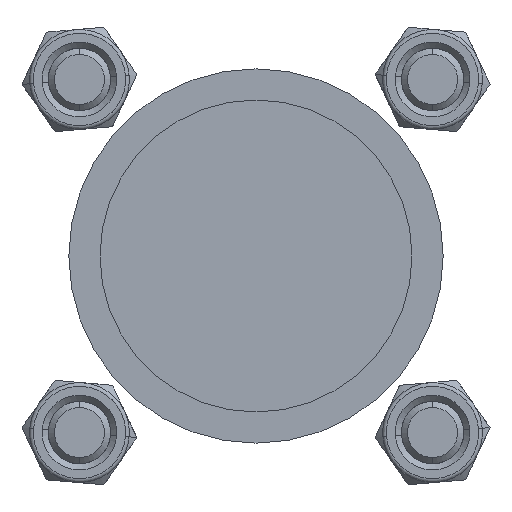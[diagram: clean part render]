
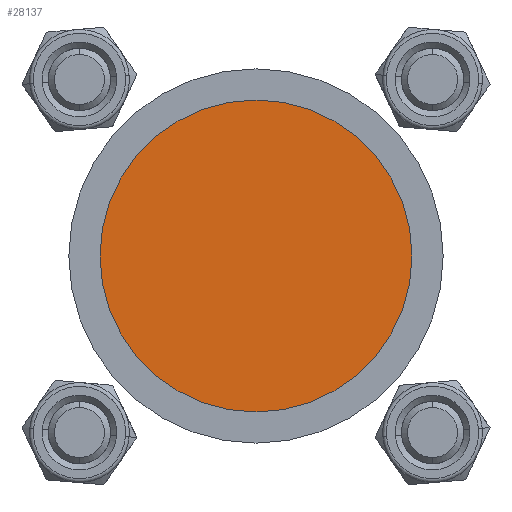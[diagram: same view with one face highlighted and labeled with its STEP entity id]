
A CAD part, left-side view. The second image highlights one B-rep face of the part: STEP entity #28137.
In plain terms, the highlighted face is planar.
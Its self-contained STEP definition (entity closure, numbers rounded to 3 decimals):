
#1791 = FACE_OUTER_BOUND ( 'NONE', #32494, .T. ) ;
#2352 = DIRECTION ( 'NONE',  ( 0., 0., 1. ) ) ;
#7249 = CARTESIAN_POINT ( 'NONE',  ( -12.5, 0., 0. ) ) ;
#7603 = VERTEX_POINT ( 'NONE', #7249 ) ;
#8331 = EDGE_CURVE ( 'NONE', #11146, #7603, #51862, .T. ) ;
#11146 = VERTEX_POINT ( 'NONE', #56115 ) ;
#15159 = AXIS2_PLACEMENT_3D ( 'NONE', #43711, #56661, #25928 ) ;
#19603 = PLANE ( 'NONE',  #42223 ) ;
#21695 = CIRCLE ( 'NONE', #53835, 12.5 ) ;
#25498 = DIRECTION ( 'NONE',  ( 0., 0., 1. ) ) ;
#25928 = DIRECTION ( 'NONE',  ( 1., 0., 0. ) ) ;
#28137 = ADVANCED_FACE ( 'NONE', ( #1791 ), #19603, .F. ) ;
#29880 = ORIENTED_EDGE ( 'NONE', *, *, #44526, .F. ) ;
#32494 = EDGE_LOOP ( 'NONE', ( #29880, #41889 ) ) ;
#32818 = DIRECTION ( 'NONE',  ( 1., 0., 0. ) ) ;
#36846 = CARTESIAN_POINT ( 'NONE',  ( 0., 0., 0. ) ) ;
#41889 = ORIENTED_EDGE ( 'NONE', *, *, #8331, .F. ) ;
#42223 = AXIS2_PLACEMENT_3D ( 'NONE', #36846, #2352, #32818 ) ;
#43711 = CARTESIAN_POINT ( 'NONE',  ( 0., 0., 0. ) ) ;
#44526 = EDGE_CURVE ( 'NONE', #7603, #11146, #21695, .T. ) ;
#47879 = DIRECTION ( 'NONE',  ( 1., 0., 0. ) ) ;
#51862 = CIRCLE ( 'NONE', #15159, 12.5 ) ;
#52486 = CARTESIAN_POINT ( 'NONE',  ( 0., 0., 0. ) ) ;
#53835 = AXIS2_PLACEMENT_3D ( 'NONE', #52486, #25498, #47879 ) ;
#56115 = CARTESIAN_POINT ( 'NONE',  ( 12.5, 0., 0. ) ) ;
#56661 = DIRECTION ( 'NONE',  ( 0., 0., 1. ) ) ;
